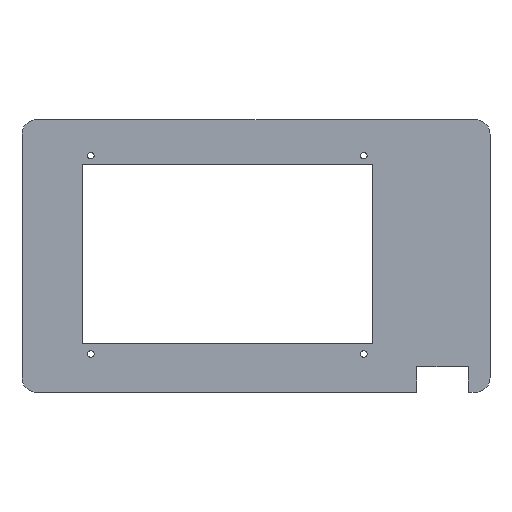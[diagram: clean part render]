
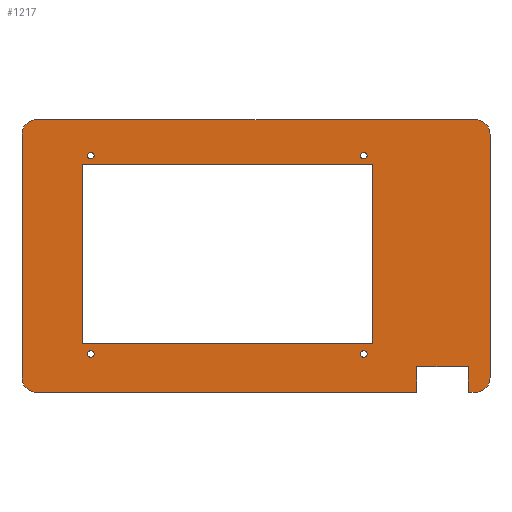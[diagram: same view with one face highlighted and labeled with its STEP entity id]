
A CAD part, top view. The second image highlights one B-rep face of the part: STEP entity #1217.
In plain terms, the highlighted planar face has unit normal (0, 0, 1).
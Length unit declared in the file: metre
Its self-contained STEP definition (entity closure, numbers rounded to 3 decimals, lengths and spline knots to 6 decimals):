
#24=CIRCLE('',#1298,0.0019);
#25=CIRCLE('',#1299,0.0019);
#26=CIRCLE('',#1300,0.0019);
#27=CIRCLE('',#1301,0.0019);
#28=CIRCLE('',#1302,0.0085);
#29=CIRCLE('',#1303,0.0085);
#30=CIRCLE('',#1304,0.0085);
#31=CIRCLE('',#1305,0.0085);
#76=ORIENTED_EDGE('',*,*,#428,.F.);
#77=ORIENTED_EDGE('',*,*,#429,.T.);
#78=ORIENTED_EDGE('',*,*,#430,.T.);
#79=ORIENTED_EDGE('',*,*,#431,.F.);
#80=ORIENTED_EDGE('',*,*,#432,.F.);
#81=ORIENTED_EDGE('',*,*,#433,.F.);
#82=ORIENTED_EDGE('',*,*,#434,.F.);
#83=ORIENTED_EDGE('',*,*,#435,.F.);
#84=ORIENTED_EDGE('',*,*,#436,.T.);
#85=ORIENTED_EDGE('',*,*,#437,.T.);
#86=ORIENTED_EDGE('',*,*,#438,.T.);
#87=ORIENTED_EDGE('',*,*,#439,.T.);
#88=ORIENTED_EDGE('',*,*,#440,.F.);
#89=ORIENTED_EDGE('',*,*,#441,.T.);
#90=ORIENTED_EDGE('',*,*,#442,.F.);
#91=ORIENTED_EDGE('',*,*,#443,.T.);
#92=ORIENTED_EDGE('',*,*,#444,.T.);
#93=ORIENTED_EDGE('',*,*,#445,.T.);
#94=ORIENTED_EDGE('',*,*,#425,.T.);
#95=ORIENTED_EDGE('',*,*,#446,.F.);
#425=EDGE_CURVE('',#602,#600,#717,.T.);
#428=EDGE_CURVE('',#604,#605,#720,.T.);
#429=EDGE_CURVE('',#604,#606,#721,.T.);
#430=EDGE_CURVE('',#606,#607,#722,.T.);
#431=EDGE_CURVE('',#605,#607,#723,.T.);
#432=EDGE_CURVE('',#608,#608,#24,.T.);
#433=EDGE_CURVE('',#609,#609,#25,.T.);
#434=EDGE_CURVE('',#610,#610,#26,.T.);
#435=EDGE_CURVE('',#611,#611,#27,.T.);
#436=EDGE_CURVE('',#612,#613,#724,.T.);
#437=EDGE_CURVE('',#613,#614,#725,.T.);
#438=EDGE_CURVE('',#614,#615,#726,.T.);
#439=EDGE_CURVE('',#615,#616,#28,.T.);
#440=EDGE_CURVE('',#617,#616,#727,.T.);
#441=EDGE_CURVE('',#617,#618,#29,.T.);
#442=EDGE_CURVE('',#619,#618,#728,.T.);
#443=EDGE_CURVE('',#619,#620,#30,.T.);
#444=EDGE_CURVE('',#620,#621,#729,.T.);
#445=EDGE_CURVE('',#621,#602,#31,.T.);
#446=EDGE_CURVE('',#612,#600,#730,.T.);
#600=VERTEX_POINT('',#1766);
#602=VERTEX_POINT('',#1769);
#604=VERTEX_POINT('',#1775);
#605=VERTEX_POINT('',#1776);
#606=VERTEX_POINT('',#1778);
#607=VERTEX_POINT('',#1780);
#608=VERTEX_POINT('',#1783);
#609=VERTEX_POINT('',#1785);
#610=VERTEX_POINT('',#1787);
#611=VERTEX_POINT('',#1789);
#612=VERTEX_POINT('',#1791);
#613=VERTEX_POINT('',#1792);
#614=VERTEX_POINT('',#1794);
#615=VERTEX_POINT('',#1796);
#616=VERTEX_POINT('',#1798);
#617=VERTEX_POINT('',#1800);
#618=VERTEX_POINT('',#1802);
#619=VERTEX_POINT('',#1804);
#620=VERTEX_POINT('',#1806);
#621=VERTEX_POINT('',#1808);
#717=LINE('',#1768,#877);
#720=LINE('',#1774,#880);
#721=LINE('',#1777,#881);
#722=LINE('',#1779,#882);
#723=LINE('',#1781,#883);
#724=LINE('',#1790,#884);
#725=LINE('',#1793,#885);
#726=LINE('',#1795,#886);
#727=LINE('',#1799,#887);
#728=LINE('',#1803,#888);
#729=LINE('',#1807,#889);
#730=LINE('',#1810,#890);
#877=VECTOR('',#1417,1.);
#880=VECTOR('',#1422,1.);
#881=VECTOR('',#1423,1.);
#882=VECTOR('',#1424,1.);
#883=VECTOR('',#1425,1.);
#884=VECTOR('',#1434,1.);
#885=VECTOR('',#1435,1.);
#886=VECTOR('',#1436,1.);
#887=VECTOR('',#1439,1.);
#888=VECTOR('',#1442,1.);
#889=VECTOR('',#1445,1.);
#890=VECTOR('',#1448,1.);
#1011=EDGE_LOOP('',(#76,#77,#78,#79));
#1012=EDGE_LOOP('',(#80));
#1013=EDGE_LOOP('',(#81));
#1014=EDGE_LOOP('',(#82));
#1015=EDGE_LOOP('',(#83));
#1016=EDGE_LOOP('',(#84,#85,#86,#87,#88,#89,#90,#91,#92,#93,#94,#95));
#1089=FACE_BOUND('',#1011,.T.);
#1090=FACE_BOUND('',#1012,.T.);
#1091=FACE_BOUND('',#1013,.T.);
#1092=FACE_BOUND('',#1014,.T.);
#1093=FACE_BOUND('',#1015,.T.);
#1094=FACE_BOUND('',#1016,.T.);
#1162=PLANE('',#1297);
#1217=ADVANCED_FACE('',(#1089,#1090,#1091,#1092,#1093,#1094),#1162,.T.);
#1297=AXIS2_PLACEMENT_3D('',#1773,#1420,#1421);
#1298=AXIS2_PLACEMENT_3D('',#1782,#1426,#1427);
#1299=AXIS2_PLACEMENT_3D('',#1784,#1428,#1429);
#1300=AXIS2_PLACEMENT_3D('',#1786,#1430,#1431);
#1301=AXIS2_PLACEMENT_3D('',#1788,#1432,#1433);
#1302=AXIS2_PLACEMENT_3D('',#1797,#1437,#1438);
#1303=AXIS2_PLACEMENT_3D('',#1801,#1440,#1441);
#1304=AXIS2_PLACEMENT_3D('',#1805,#1443,#1444);
#1305=AXIS2_PLACEMENT_3D('',#1809,#1446,#1447);
#1417=DIRECTION('',(1.,0.,0.));
#1420=DIRECTION('',(0.,0.,1.));
#1421=DIRECTION('',(1.,0.,0.));
#1422=DIRECTION('',(0.,-1.,0.));
#1423=DIRECTION('',(1.,0.,0.));
#1424=DIRECTION('',(0.,-1.,0.));
#1425=DIRECTION('',(1.,0.,0.));
#1426=DIRECTION('',(0.,0.,1.));
#1427=DIRECTION('',(1.,0.,0.));
#1428=DIRECTION('',(0.,0.,1.));
#1429=DIRECTION('',(1.,0.,0.));
#1430=DIRECTION('',(0.,0.,1.));
#1431=DIRECTION('',(1.,0.,0.));
#1432=DIRECTION('',(0.,0.,1.));
#1433=DIRECTION('',(1.,0.,0.));
#1434=DIRECTION('',(1.,0.,0.));
#1435=DIRECTION('',(0.,-1.,0.));
#1436=DIRECTION('',(1.,0.,0.));
#1437=DIRECTION('',(0.,0.,1.));
#1438=DIRECTION('',(1.,0.,0.));
#1439=DIRECTION('',(0.,-1.,0.));
#1440=DIRECTION('',(0.,0.,1.));
#1441=DIRECTION('',(1.,0.,0.));
#1442=DIRECTION('',(1.,0.,0.));
#1443=DIRECTION('',(0.,0.,1.));
#1444=DIRECTION('',(1.,0.,0.));
#1445=DIRECTION('',(0.,-1.,0.));
#1446=DIRECTION('',(0.,0.,1.));
#1447=DIRECTION('',(1.,0.,0.));
#1448=DIRECTION('',(0.,-1.,0.));
#1766=CARTESIAN_POINT('',(0.094368,-0.042534,0.0044));
#1768=CARTESIAN_POINT('',(0.001168,-0.042534,0.0044));
#1769=CARTESIAN_POINT('',(-0.126032,-0.042534,0.0044));
#1773=CARTESIAN_POINT('',(0.001168,0.036566,0.0044));
#1774=CARTESIAN_POINT('',(-0.099532,0.037766,0.0044));
#1775=CARTESIAN_POINT('',(-0.099532,0.089666,0.0044));
#1776=CARTESIAN_POINT('',(-0.099532,-0.014134,0.0044));
#1777=CARTESIAN_POINT('',(-0.097082,0.089666,0.0044));
#1778=CARTESIAN_POINT('',(0.068768,0.089666,0.0044));
#1779=CARTESIAN_POINT('',(0.068768,0.037766,0.0044));
#1780=CARTESIAN_POINT('',(0.068768,-0.014134,0.0044));
#1781=CARTESIAN_POINT('',(-0.015482,-0.014134,0.0044));
#1782=CARTESIAN_POINT('',(0.063668,-0.020284,0.0044));
#1783=CARTESIAN_POINT('',(0.065568,-0.020284,0.0044));
#1784=CARTESIAN_POINT('',(0.063668,0.094716,0.0044));
#1785=CARTESIAN_POINT('',(0.065568,0.094716,0.0044));
#1786=CARTESIAN_POINT('',(-0.094632,0.094716,0.0044));
#1787=CARTESIAN_POINT('',(-0.092732,0.094716,0.0044));
#1788=CARTESIAN_POINT('',(-0.094632,-0.020284,0.0044));
#1789=CARTESIAN_POINT('',(-0.092732,-0.020284,0.0044));
#1790=CARTESIAN_POINT('',(0.001168,-0.027534,0.0044));
#1791=CARTESIAN_POINT('',(0.094368,-0.027534,0.0044));
#1792=CARTESIAN_POINT('',(0.124368,-0.027534,0.0044));
#1793=CARTESIAN_POINT('',(0.124368,0.036566,0.0044));
#1794=CARTESIAN_POINT('',(0.124368,-0.042534,0.0044));
#1795=CARTESIAN_POINT('',(0.001168,-0.042534,0.0044));
#1796=CARTESIAN_POINT('',(0.128368,-0.042534,0.0044));
#1797=CARTESIAN_POINT('',(0.128368,-0.034034,0.0044));
#1798=CARTESIAN_POINT('',(0.136868,-0.034034,0.0044));
#1799=CARTESIAN_POINT('',(0.136868,0.036566,0.0044));
#1800=CARTESIAN_POINT('',(0.136868,0.107166,0.0044));
#1801=CARTESIAN_POINT('',(0.128368,0.107166,0.0044));
#1802=CARTESIAN_POINT('',(0.128368,0.115666,0.0044));
#1803=CARTESIAN_POINT('',(-0.117032,0.115666,0.0044));
#1804=CARTESIAN_POINT('',(-0.126032,0.115666,0.0044));
#1805=CARTESIAN_POINT('',(-0.126032,0.107166,0.0044));
#1806=CARTESIAN_POINT('',(-0.134532,0.107166,0.0044));
#1807=CARTESIAN_POINT('',(-0.134532,0.102666,0.0044));
#1808=CARTESIAN_POINT('',(-0.134532,-0.034034,0.0044));
#1809=CARTESIAN_POINT('',(-0.126032,-0.034034,0.0044));
#1810=CARTESIAN_POINT('',(0.094368,0.036566,0.0044));
